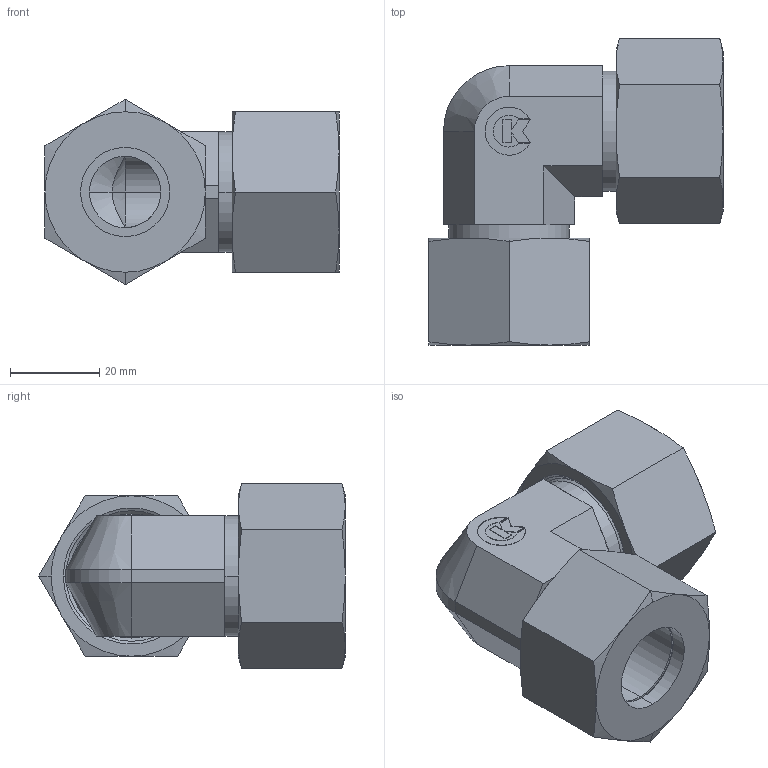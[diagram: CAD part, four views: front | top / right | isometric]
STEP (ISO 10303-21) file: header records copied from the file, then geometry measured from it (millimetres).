
FILE_DESCRIPTION( ( '' ), '1' );
FILE_NAME( '368203030.stp', '2012-08-09T08:06:39', ( '' ), ( '' ), ' ', ' ', ' ' );
FILE_SCHEMA( ( 'CONFIG_CONTROL_DESIGN' ) );
Length unit declared in the file: millimetre
Products named in the file (5): 1; 2; 3; 4; 5
Bounding box: 66 x 68.78 x 41.57 mm (x, y, z)
Volume: 59252 mm3; surface area: 27602 mm2
Topology: 5 solids, 5 shells, 191 faces, 429 edges, 254 vertices
Faces by surface type: plane 80, cone 70, cylinder 41
Entity records: 5467 total; most frequent: CARTESIAN_POINT 1025, DIRECTION 925, ORIENTED_EDGE 858, EDGE_CURVE 429, AXIS2_PLACEMENT_3D 350, VERTEX_POINT 254, LINE 225, VECTOR 225
